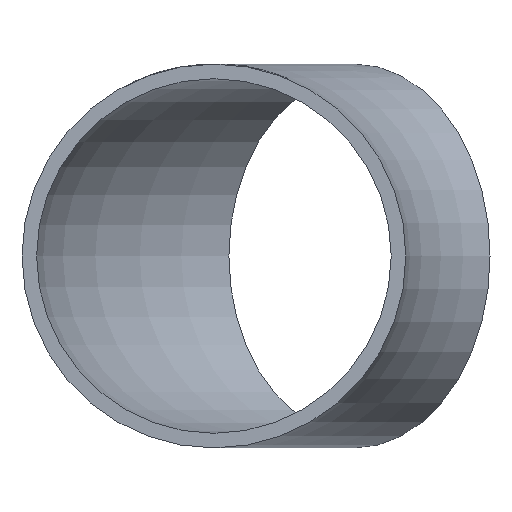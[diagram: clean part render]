
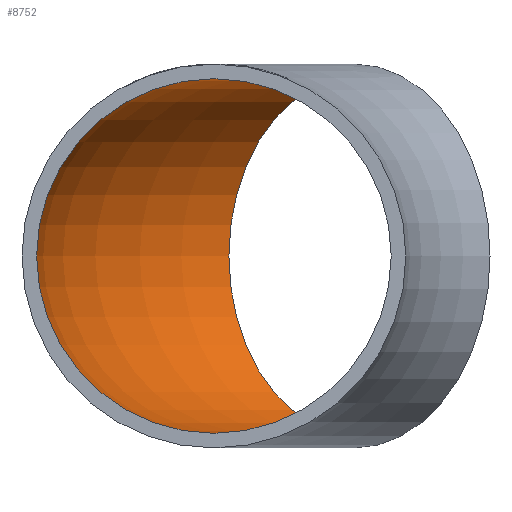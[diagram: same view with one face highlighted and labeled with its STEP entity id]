
A CAD part, front view. The second image highlights one B-rep face of the part: STEP entity #8752.
In plain terms, the highlighted toroidal (fillet/blend) face has major radius 95 mm and minor radius 35.15 mm.
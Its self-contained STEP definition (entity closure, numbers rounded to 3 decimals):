
#303 = DIRECTION ( 'NONE',  ( 0., 0., 1. ) ) ;
#318 = CARTESIAN_POINT ( 'NONE',  ( -67.175, 67.175, 0. ) ) ;
#551 = EDGE_CURVE ( 'NONE', #10420, #10420, #12688, .T. ) ;
#742 = CARTESIAN_POINT ( 'NONE',  ( -95., 0., 0. ) ) ;
#1302 = AXIS2_PLACEMENT_3D ( 'NONE', #742, #8272, #303 ) ;
#1492 = CARTESIAN_POINT ( 'NONE',  ( 0., 0., 0. ) ) ;
#3904 = DIRECTION ( 'NONE',  ( -0.707, 0.707, 0. ) ) ;
#5009 = TOROIDAL_SURFACE ( 'NONE', #20423, 95., 35.15 ) ;
#6693 = EDGE_LOOP ( 'NONE', ( #19284 ) ) ;
#6924 = DIRECTION ( 'NONE',  ( 0.707, 0.707, 0. ) ) ;
#8272 = DIRECTION ( 'NONE',  ( 0., 1., 0. ) ) ;
#8752 = ADVANCED_FACE ( 'NONE', ( #9547, #20678 ), #5009, .F. ) ;
#9547 = FACE_OUTER_BOUND ( 'NONE', #6693, .T. ) ;
#10109 = CARTESIAN_POINT ( 'NONE',  ( -92.03, 92.03, 0. ) ) ;
#10420 = VERTEX_POINT ( 'NONE', #18096 ) ;
#11221 = DIRECTION ( 'NONE',  ( -1., 0., 0. ) ) ;
#12259 = EDGE_LOOP ( 'NONE', ( #14091 ) ) ;
#12688 = CIRCLE ( 'NONE', #1302, 35.15 ) ;
#14091 = ORIENTED_EDGE ( 'NONE', *, *, #551, .F. ) ;
#14362 = EDGE_CURVE ( 'NONE', #18416, #18416, #20364, .T. ) ;
#17342 = AXIS2_PLACEMENT_3D ( 'NONE', #318, #6924, #3904 ) ;
#17532 = DIRECTION ( 'NONE',  ( 0., 0., -1. ) ) ;
#18096 = CARTESIAN_POINT ( 'NONE',  ( -95., 0., 35.15 ) ) ;
#18416 = VERTEX_POINT ( 'NONE', #10109 ) ;
#19284 = ORIENTED_EDGE ( 'NONE', *, *, #14362, .T. ) ;
#20364 = CIRCLE ( 'NONE', #17342, 35.15 ) ;
#20423 = AXIS2_PLACEMENT_3D ( 'NONE', #1492, #17532, #11221 ) ;
#20678 = FACE_OUTER_BOUND ( 'NONE', #12259, .T. ) ;
